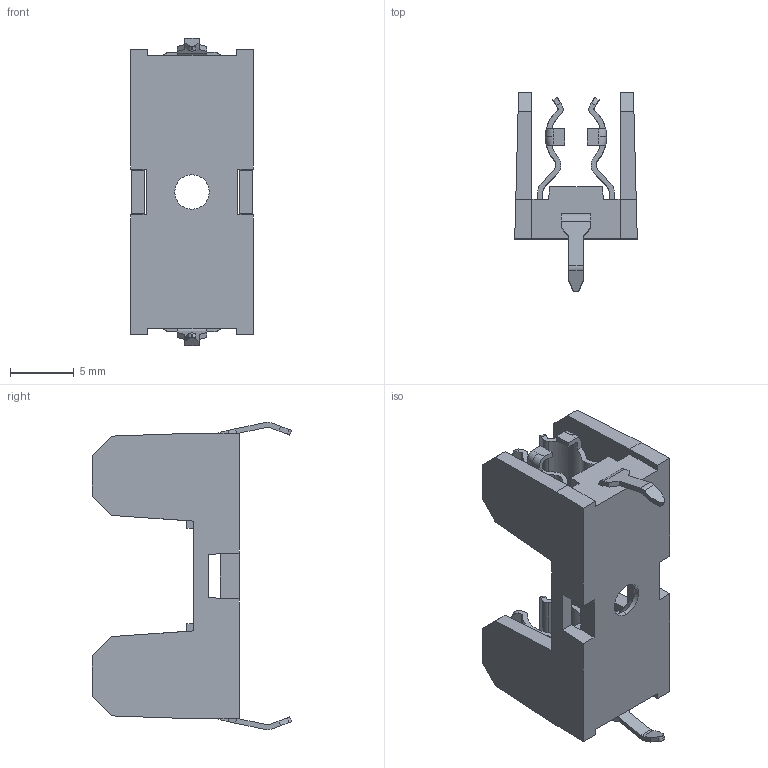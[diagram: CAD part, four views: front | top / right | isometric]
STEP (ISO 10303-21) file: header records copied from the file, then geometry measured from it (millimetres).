
FILE_DESCRIPTION(('STEP AP203'),'1');
FILE_NAME('696103201002.stp','2020-08-29T21:04:20',('TraceParts'),('TraceParts S.A.'),'Spatial InterOp 3D',' ',' ');
FILE_SCHEMA(('CONFIG_CONTROL_DESIGN'));
Length unit declared in the file: millimetre
Products named in the file (1): 1
Bounding box: 9.6 x 15.6 x 24.1 mm (x, y, z)
Volume: 896.7 mm3; surface area: 1581.7 mm2
Topology: 1 solids, 1 shells, 244 faces, 712 edges, 472 vertices
Faces by surface type: plane 148, cylinder 78, torus 16, cone 2
Entity records: 8884 total; most frequent: CARTESIAN_POINT 2197, ORIENTED_EDGE 1424, DIRECTION 1386, EDGE_CURVE 712, LINE 496, VECTOR 496, VERTEX_POINT 472, AXIS2_PLACEMENT_3D 445
